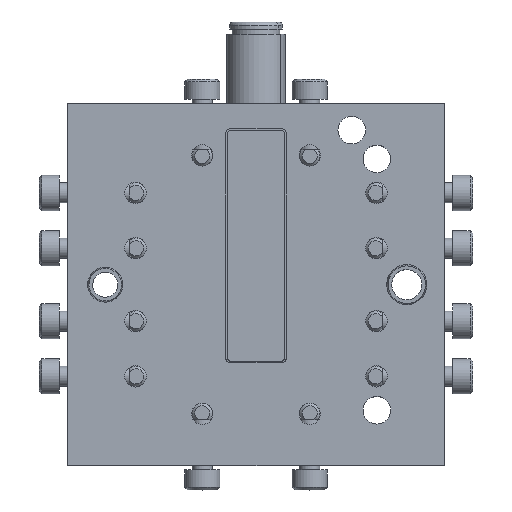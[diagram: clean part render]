
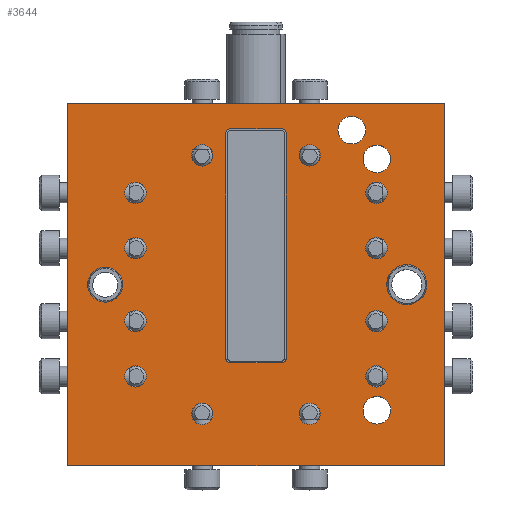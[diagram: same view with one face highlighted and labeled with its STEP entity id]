
A CAD part, top view. The second image highlights one B-rep face of the part: STEP entity #3644.
In plain terms, the highlighted face is planar.
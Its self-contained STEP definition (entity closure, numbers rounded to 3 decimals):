
#601=FACE_BOUND('',#4659,.T.);
#602=FACE_BOUND('',#4660,.T.);
#603=FACE_BOUND('',#4661,.T.);
#604=FACE_BOUND('',#4662,.T.);
#605=FACE_BOUND('',#4663,.T.);
#606=FACE_BOUND('',#4664,.T.);
#607=FACE_BOUND('',#4665,.T.);
#608=FACE_BOUND('',#4666,.T.);
#609=FACE_BOUND('',#4667,.T.);
#610=FACE_BOUND('',#4668,.T.);
#611=FACE_BOUND('',#4669,.T.);
#612=FACE_BOUND('',#4670,.T.);
#613=FACE_BOUND('',#4671,.T.);
#614=FACE_BOUND('',#4672,.T.);
#615=FACE_BOUND('',#4673,.T.);
#616=FACE_BOUND('',#4674,.T.);
#617=FACE_BOUND('',#4675,.T.);
#618=FACE_BOUND('',#4676,.T.);
#619=FACE_BOUND('',#4677,.T.);
#897=CIRCLE('',#9300,2.125);
#898=CIRCLE('',#9301,2.125);
#899=CIRCLE('',#9302,2.125);
#900=CIRCLE('',#9303,2.125);
#901=CIRCLE('',#9304,2.125);
#902=CIRCLE('',#9305,2.125);
#903=CIRCLE('',#9306,2.125);
#904=CIRCLE('',#9307,2.125);
#905=CIRCLE('',#9308,2.125);
#906=CIRCLE('',#9309,2.125);
#907=CIRCLE('',#9310,2.125);
#908=CIRCLE('',#9311,2.125);
#909=CIRCLE('',#9312,3.488);
#910=CIRCLE('',#9313,3.988);
#911=CIRCLE('',#9314,2.75);
#912=CIRCLE('',#9315,2.75);
#913=CIRCLE('',#9316,2.75);
#914=CIRCLE('',#9317,0.794);
#915=CIRCLE('',#9318,0.794);
#916=CIRCLE('',#9319,0.794);
#917=CIRCLE('',#9320,0.794);
#3644=ADVANCED_FACE('',(#601,#602,#603,#604,#605,#606,#607,#608,#609,#610,
#611,#612,#613,#614,#615,#616,#617,#618,#619),#4051,.F.);
#4051=PLANE('',#9321);
#4659=EDGE_LOOP('',(#5326));
#4660=EDGE_LOOP('',(#5327));
#4661=EDGE_LOOP('',(#5328));
#4662=EDGE_LOOP('',(#5329));
#4663=EDGE_LOOP('',(#5330));
#4664=EDGE_LOOP('',(#5331));
#4665=EDGE_LOOP('',(#5332));
#4666=EDGE_LOOP('',(#5333));
#4667=EDGE_LOOP('',(#5334));
#4668=EDGE_LOOP('',(#5335));
#4669=EDGE_LOOP('',(#5336));
#4670=EDGE_LOOP('',(#5337));
#4671=EDGE_LOOP('',(#5338));
#4672=EDGE_LOOP('',(#5339));
#4673=EDGE_LOOP('',(#5340));
#4674=EDGE_LOOP('',(#5341));
#4675=EDGE_LOOP('',(#5342));
#4676=EDGE_LOOP('',(#5343,#5344,#5345,#5346,#5347,#5348,#5349,#5350));
#4677=EDGE_LOOP('',(#5351,#5352,#5353,#5354));
#5326=ORIENTED_EDGE('',*,*,#7497,.T.);
#5327=ORIENTED_EDGE('',*,*,#7498,.T.);
#5328=ORIENTED_EDGE('',*,*,#7499,.T.);
#5329=ORIENTED_EDGE('',*,*,#7500,.T.);
#5330=ORIENTED_EDGE('',*,*,#7501,.T.);
#5331=ORIENTED_EDGE('',*,*,#7502,.T.);
#5332=ORIENTED_EDGE('',*,*,#7503,.T.);
#5333=ORIENTED_EDGE('',*,*,#7504,.T.);
#5334=ORIENTED_EDGE('',*,*,#7505,.T.);
#5335=ORIENTED_EDGE('',*,*,#7506,.T.);
#5336=ORIENTED_EDGE('',*,*,#7507,.T.);
#5337=ORIENTED_EDGE('',*,*,#7508,.T.);
#5338=ORIENTED_EDGE('',*,*,#7509,.T.);
#5339=ORIENTED_EDGE('',*,*,#7510,.T.);
#5340=ORIENTED_EDGE('',*,*,#7511,.T.);
#5341=ORIENTED_EDGE('',*,*,#7512,.T.);
#5342=ORIENTED_EDGE('',*,*,#7513,.T.);
#5343=ORIENTED_EDGE('',*,*,#7514,.F.);
#5344=ORIENTED_EDGE('',*,*,#7515,.T.);
#5345=ORIENTED_EDGE('',*,*,#7516,.F.);
#5346=ORIENTED_EDGE('',*,*,#7517,.T.);
#5347=ORIENTED_EDGE('',*,*,#7518,.F.);
#5348=ORIENTED_EDGE('',*,*,#7519,.T.);
#5349=ORIENTED_EDGE('',*,*,#7520,.F.);
#5350=ORIENTED_EDGE('',*,*,#7521,.T.);
#5351=ORIENTED_EDGE('',*,*,#7481,.F.);
#5352=ORIENTED_EDGE('',*,*,#7496,.F.);
#5353=ORIENTED_EDGE('',*,*,#7492,.F.);
#5354=ORIENTED_EDGE('',*,*,#7486,.F.);
#6900=VERTEX_POINT('',#12010);
#6901=VERTEX_POINT('',#12011);
#6904=VERTEX_POINT('',#12020);
#6909=VERTEX_POINT('',#12032);
#6912=VERTEX_POINT('',#12042);
#6913=VERTEX_POINT('',#12044);
#6914=VERTEX_POINT('',#12046);
#6915=VERTEX_POINT('',#12048);
#6916=VERTEX_POINT('',#12050);
#6917=VERTEX_POINT('',#12052);
#6918=VERTEX_POINT('',#12054);
#6919=VERTEX_POINT('',#12056);
#6920=VERTEX_POINT('',#12058);
#6921=VERTEX_POINT('',#12060);
#6922=VERTEX_POINT('',#12062);
#6923=VERTEX_POINT('',#12064);
#6924=VERTEX_POINT('',#12066);
#6925=VERTEX_POINT('',#12068);
#6926=VERTEX_POINT('',#12070);
#6927=VERTEX_POINT('',#12072);
#6928=VERTEX_POINT('',#12074);
#6929=VERTEX_POINT('',#12076);
#6930=VERTEX_POINT('',#12077);
#6931=VERTEX_POINT('',#12079);
#6932=VERTEX_POINT('',#12081);
#6933=VERTEX_POINT('',#12083);
#6934=VERTEX_POINT('',#12085);
#6935=VERTEX_POINT('',#12087);
#6936=VERTEX_POINT('',#12089);
#7481=EDGE_CURVE('',#6900,#6901,#8241,.T.);
#7486=EDGE_CURVE('',#6901,#6904,#8244,.T.);
#7492=EDGE_CURVE('',#6904,#6909,#8246,.T.);
#7496=EDGE_CURVE('',#6909,#6900,#8248,.T.);
#7497=EDGE_CURVE('',#6912,#6912,#897,.T.);
#7498=EDGE_CURVE('',#6913,#6913,#898,.T.);
#7499=EDGE_CURVE('',#6914,#6914,#899,.T.);
#7500=EDGE_CURVE('',#6915,#6915,#900,.T.);
#7501=EDGE_CURVE('',#6916,#6916,#901,.T.);
#7502=EDGE_CURVE('',#6917,#6917,#902,.T.);
#7503=EDGE_CURVE('',#6918,#6918,#903,.T.);
#7504=EDGE_CURVE('',#6919,#6919,#904,.T.);
#7505=EDGE_CURVE('',#6920,#6920,#905,.T.);
#7506=EDGE_CURVE('',#6921,#6921,#906,.T.);
#7507=EDGE_CURVE('',#6922,#6922,#907,.T.);
#7508=EDGE_CURVE('',#6923,#6923,#908,.T.);
#7509=EDGE_CURVE('',#6924,#6924,#909,.T.);
#7510=EDGE_CURVE('',#6925,#6925,#910,.T.);
#7511=EDGE_CURVE('',#6926,#6926,#911,.T.);
#7512=EDGE_CURVE('',#6927,#6927,#912,.T.);
#7513=EDGE_CURVE('',#6928,#6928,#913,.T.);
#7514=EDGE_CURVE('',#6929,#6930,#8249,.T.);
#7515=EDGE_CURVE('',#6929,#6931,#914,.T.);
#7516=EDGE_CURVE('',#6932,#6931,#8250,.T.);
#7517=EDGE_CURVE('',#6932,#6933,#915,.T.);
#7518=EDGE_CURVE('',#6934,#6933,#8251,.T.);
#7519=EDGE_CURVE('',#6934,#6935,#916,.T.);
#7520=EDGE_CURVE('',#6936,#6935,#8252,.T.);
#7521=EDGE_CURVE('',#6936,#6930,#917,.T.);
#8241=LINE('',#12009,#8757);
#8244=LINE('',#12019,#8760);
#8246=LINE('',#12031,#8762);
#8248=LINE('',#12039,#8764);
#8249=LINE('',#12075,#8765);
#8250=LINE('',#12080,#8766);
#8251=LINE('',#12084,#8767);
#8252=LINE('',#12088,#8768);
#8757=VECTOR('',#10084,1.);
#8760=VECTOR('',#10093,1.);
#8762=VECTOR('',#10105,1.);
#8764=VECTOR('',#10113,1.);
#8765=VECTOR('',#10150,1.);
#8766=VECTOR('',#10153,1.);
#8767=VECTOR('',#10156,1.);
#8768=VECTOR('',#10159,1.);
#9300=AXIS2_PLACEMENT_3D('',#12041,#10116,#10117);
#9301=AXIS2_PLACEMENT_3D('',#12043,#10118,#10119);
#9302=AXIS2_PLACEMENT_3D('',#12045,#10120,#10121);
#9303=AXIS2_PLACEMENT_3D('',#12047,#10122,#10123);
#9304=AXIS2_PLACEMENT_3D('',#12049,#10124,#10125);
#9305=AXIS2_PLACEMENT_3D('',#12051,#10126,#10127);
#9306=AXIS2_PLACEMENT_3D('',#12053,#10128,#10129);
#9307=AXIS2_PLACEMENT_3D('',#12055,#10130,#10131);
#9308=AXIS2_PLACEMENT_3D('',#12057,#10132,#10133);
#9309=AXIS2_PLACEMENT_3D('',#12059,#10134,#10135);
#9310=AXIS2_PLACEMENT_3D('',#12061,#10136,#10137);
#9311=AXIS2_PLACEMENT_3D('',#12063,#10138,#10139);
#9312=AXIS2_PLACEMENT_3D('',#12065,#10140,#10141);
#9313=AXIS2_PLACEMENT_3D('',#12067,#10142,#10143);
#9314=AXIS2_PLACEMENT_3D('',#12069,#10144,#10145);
#9315=AXIS2_PLACEMENT_3D('',#12071,#10146,#10147);
#9316=AXIS2_PLACEMENT_3D('',#12073,#10148,#10149);
#9317=AXIS2_PLACEMENT_3D('',#12078,#10151,#10152);
#9318=AXIS2_PLACEMENT_3D('',#12082,#10154,#10155);
#9319=AXIS2_PLACEMENT_3D('',#12086,#10157,#10158);
#9320=AXIS2_PLACEMENT_3D('',#12090,#10160,#10161);
#9321=AXIS2_PLACEMENT_3D('',#12091,#10162,#10163);
#10084=DIRECTION('',(0.,-1.,0.));
#10093=DIRECTION('',(1.,0.,0.));
#10105=DIRECTION('',(0.,1.,0.));
#10113=DIRECTION('',(-1.,0.,0.));
#10116=DIRECTION('',(0.,0.,1.));
#10117=DIRECTION('',(1.,0.,0.));
#10118=DIRECTION('',(0.,0.,1.));
#10119=DIRECTION('',(1.,0.,0.));
#10120=DIRECTION('',(0.,0.,1.));
#10121=DIRECTION('',(1.,0.,0.));
#10122=DIRECTION('',(0.,0.,1.));
#10123=DIRECTION('',(1.,0.,0.));
#10124=DIRECTION('',(0.,0.,1.));
#10125=DIRECTION('',(1.,0.,0.));
#10126=DIRECTION('',(0.,0.,1.));
#10127=DIRECTION('',(1.,0.,0.));
#10128=DIRECTION('',(0.,0.,1.));
#10129=DIRECTION('',(1.,0.,0.));
#10130=DIRECTION('',(0.,0.,1.));
#10131=DIRECTION('',(1.,0.,0.));
#10132=DIRECTION('',(0.,0.,1.));
#10133=DIRECTION('',(1.,0.,0.));
#10134=DIRECTION('',(0.,0.,1.));
#10135=DIRECTION('',(1.,0.,0.));
#10136=DIRECTION('',(0.,0.,1.));
#10137=DIRECTION('',(1.,0.,0.));
#10138=DIRECTION('',(0.,0.,1.));
#10139=DIRECTION('',(1.,0.,0.));
#10140=DIRECTION('',(0.,0.,1.));
#10141=DIRECTION('',(1.,0.,0.));
#10142=DIRECTION('',(0.,0.,1.));
#10143=DIRECTION('',(1.,0.,0.));
#10144=DIRECTION('',(0.,0.,1.));
#10145=DIRECTION('',(1.,0.,0.));
#10146=DIRECTION('',(0.,0.,1.));
#10147=DIRECTION('',(1.,0.,0.));
#10148=DIRECTION('',(0.,0.,1.));
#10149=DIRECTION('',(1.,0.,0.));
#10150=DIRECTION('',(1.,0.,0.));
#10151=DIRECTION('',(0.,0.,1.));
#10152=DIRECTION('',(1.,0.,0.));
#10153=DIRECTION('',(0.,1.,0.));
#10154=DIRECTION('',(0.,0.,1.));
#10155=DIRECTION('',(1.,0.,0.));
#10156=DIRECTION('',(-1.,0.,0.));
#10157=DIRECTION('',(0.,0.,1.));
#10158=DIRECTION('',(1.,0.,0.));
#10159=DIRECTION('',(0.,-1.,0.));
#10160=DIRECTION('',(0.,0.,1.));
#10161=DIRECTION('',(1.,0.,0.));
#10162=DIRECTION('',(0.,0.,1.));
#10163=DIRECTION('',(1.,0.,0.));
#12009=CARTESIAN_POINT('',(-37.5,36.,0.));
#12010=CARTESIAN_POINT('',(-37.5,36.,0.));
#12011=CARTESIAN_POINT('',(-37.5,-36.,0.));
#12019=CARTESIAN_POINT('',(-37.5,-36.,0.));
#12020=CARTESIAN_POINT('',(37.5,-36.,0.));
#12031=CARTESIAN_POINT('',(37.5,-36.,0.));
#12032=CARTESIAN_POINT('',(37.5,36.,0.));
#12039=CARTESIAN_POINT('',(37.5,36.,0.));
#12041=CARTESIAN_POINT('',(-23.975,18.25,0.));
#12042=CARTESIAN_POINT('',(-21.85,18.25,0.));
#12043=CARTESIAN_POINT('',(-23.975,7.25,0.));
#12044=CARTESIAN_POINT('',(-21.85,7.25,0.));
#12045=CARTESIAN_POINT('',(23.975,18.25,0.));
#12046=CARTESIAN_POINT('',(26.1,18.25,0.));
#12047=CARTESIAN_POINT('',(23.975,7.25,0.));
#12048=CARTESIAN_POINT('',(26.1,7.25,0.));
#12049=CARTESIAN_POINT('',(23.975,-7.25,0.));
#12050=CARTESIAN_POINT('',(26.1,-7.25,0.));
#12051=CARTESIAN_POINT('',(23.975,-18.25,0.));
#12052=CARTESIAN_POINT('',(26.1,-18.25,0.));
#12053=CARTESIAN_POINT('',(10.7,25.725,0.));
#12054=CARTESIAN_POINT('',(12.825,25.725,0.));
#12055=CARTESIAN_POINT('',(10.7,-25.725,0.));
#12056=CARTESIAN_POINT('',(12.825,-25.725,0.));
#12057=CARTESIAN_POINT('',(-10.7,25.725,0.));
#12058=CARTESIAN_POINT('',(-8.575,25.725,0.));
#12059=CARTESIAN_POINT('',(-10.7,-25.725,0.));
#12060=CARTESIAN_POINT('',(-8.575,-25.725,0.));
#12061=CARTESIAN_POINT('',(-23.975,-7.25,0.));
#12062=CARTESIAN_POINT('',(-21.85,-7.25,0.));
#12063=CARTESIAN_POINT('',(-23.975,-18.25,0.));
#12064=CARTESIAN_POINT('',(-21.85,-18.25,0.));
#12065=CARTESIAN_POINT('',(-30.,0.,0.));
#12066=CARTESIAN_POINT('',(-26.513,0.,0.));
#12067=CARTESIAN_POINT('',(30.,0.,0.));
#12068=CARTESIAN_POINT('',(33.988,0.,0.));
#12069=CARTESIAN_POINT('',(24.05,25.,0.));
#12070=CARTESIAN_POINT('',(26.8,25.,0.));
#12071=CARTESIAN_POINT('',(24.05,-25.,0.));
#12072=CARTESIAN_POINT('',(26.8,-25.,0.));
#12073=CARTESIAN_POINT('',(19.05,-30.75,0.));
#12074=CARTESIAN_POINT('',(21.8,-30.75,0.));
#12075=CARTESIAN_POINT('',(-6.,15.5,0.));
#12076=CARTESIAN_POINT('',(-5.206,15.5,0.));
#12077=CARTESIAN_POINT('',(5.206,15.5,0.));
#12078=CARTESIAN_POINT('',(-5.206,14.706,0.));
#12079=CARTESIAN_POINT('',(-6.,14.706,0.));
#12080=CARTESIAN_POINT('',(-6.,-31.,0.));
#12081=CARTESIAN_POINT('',(-6.,-30.206,0.));
#12082=CARTESIAN_POINT('',(-5.206,-30.206,0.));
#12083=CARTESIAN_POINT('',(-5.206,-31.,0.));
#12084=CARTESIAN_POINT('',(6.,-31.,0.));
#12085=CARTESIAN_POINT('',(5.206,-31.,0.));
#12086=CARTESIAN_POINT('',(5.206,-30.206,0.));
#12087=CARTESIAN_POINT('',(6.,-30.206,0.));
#12088=CARTESIAN_POINT('',(6.,15.5,0.));
#12089=CARTESIAN_POINT('',(6.,14.706,0.));
#12090=CARTESIAN_POINT('',(5.206,14.706,0.));
#12091=CARTESIAN_POINT('',(0.,0.,0.));
